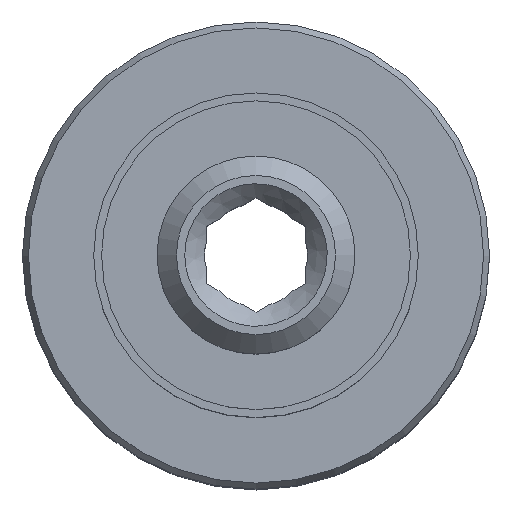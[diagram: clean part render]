
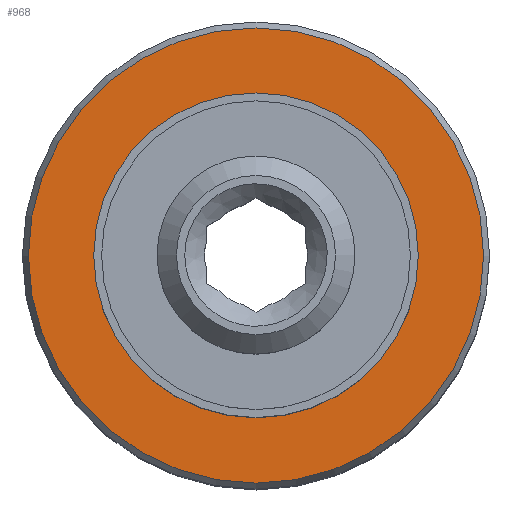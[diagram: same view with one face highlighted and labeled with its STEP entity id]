
A CAD part, top view. The second image highlights one B-rep face of the part: STEP entity #968.
In plain terms, the highlighted planar face has unit normal (0, 0, 1).
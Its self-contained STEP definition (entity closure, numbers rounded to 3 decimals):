
#26=PLANE('',#1038);
#136=CIRCLE('',#1037,4.1);
#137=CIRCLE('',#1039,5.75);
#227=ORIENTED_EDGE('',*,*,#374,.F.);
#228=ORIENTED_EDGE('',*,*,#373,.T.);
#373=EDGE_CURVE('',#442,#442,#136,.T.);
#374=EDGE_CURVE('',#443,#443,#137,.T.);
#442=VERTEX_POINT('',#1440);
#443=VERTEX_POINT('',#1443);
#493=EDGE_LOOP('',(#227));
#494=EDGE_LOOP('',(#228));
#567=FACE_BOUND('',#493,.T.);
#568=FACE_BOUND('',#494,.T.);
#968=ADVANCED_FACE('',(#567,#568),#26,.F.);
#1037=AXIS2_PLACEMENT_3D('',#1439,#1178,#1179);
#1038=AXIS2_PLACEMENT_3D('',#1441,#1180,#1181);
#1039=AXIS2_PLACEMENT_3D('',#1442,#1182,#1183);
#1178=DIRECTION('',(0.,0.,-1.));
#1179=DIRECTION('',(-1.,0.,0.));
#1180=DIRECTION('',(0.,0.,-1.));
#1181=DIRECTION('',(-1.,0.,0.));
#1182=DIRECTION('',(0.,0.,-1.));
#1183=DIRECTION('',(-1.,0.,0.));
#1439=CARTESIAN_POINT('',(0.,0.,-4.5));
#1440=CARTESIAN_POINT('',(-4.1,0.,-4.5));
#1441=CARTESIAN_POINT('',(0.,4.1,-4.5));
#1442=CARTESIAN_POINT('',(0.,0.,-4.5));
#1443=CARTESIAN_POINT('',(-5.75,0.,-4.5));
